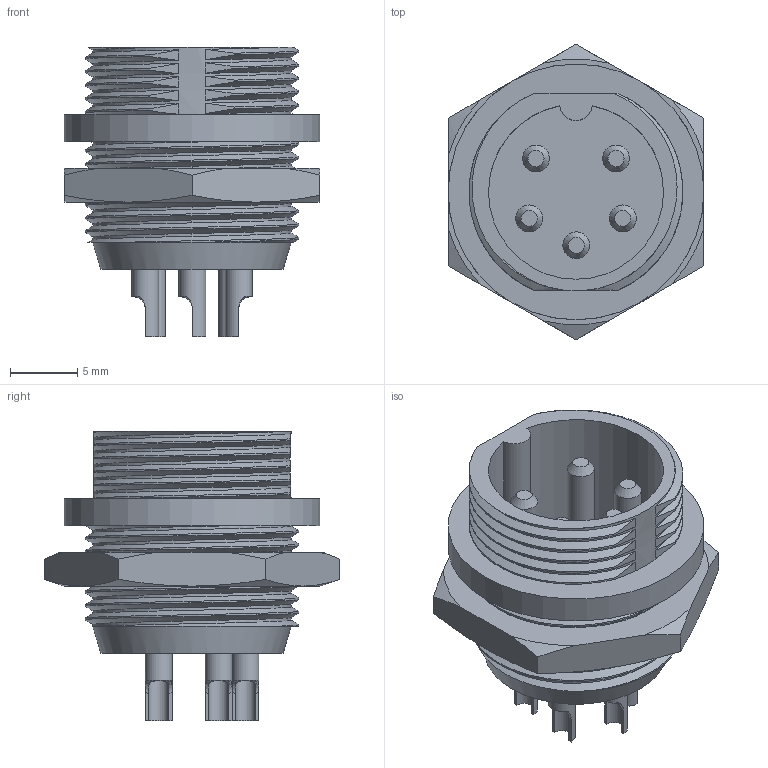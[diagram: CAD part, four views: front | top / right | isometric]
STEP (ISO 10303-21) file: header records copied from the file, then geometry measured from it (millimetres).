
FILE_DESCRIPTION(('FreeCAD Model'),'2;1');
FILE_NAME('GX16_5_v010_cp.step','2020-09-19T14:31:51',('kicad StepUp'),('ksu MCAD'), 'Open CASCADE STEP processor 7.4','FreeCAD','Unknown');
FILE_SCHEMA(('AUTOMOTIVE_DESIGN { 1 0 10303 214 1 1 1 1 }'));
Length unit declared in the file: millimetre
Products named in the file (1): GX16_5_v010_cp
Bounding box: 19 x 21.94 x 21.5 mm (x, y, z)
Volume: 2375.8 mm3; surface area: 3910.2 mm2
Topology: 8 solids, 8 shells, 160 faces, 413 edges, 268 vertices
Faces by surface type: plane 58, cylinder 52, bspline 31, cone 19
Full cylindrical faces by diameter (mm): 1.5 x5, 2 x5, 13 x2, 14.741 x7, 15 x3, 15.884 x7, 16 x2, 19 x1
Entity records: 11280 total; most frequent: CARTESIAN_POINT 6695, ORIENTED_EDGE 818, DIRECTION 553, EDGE_CURVE 409, VERTEX_POINT 268, AXIS2_PLACEMENT_3D 206, B_SPLINE_CURVE_WITH_KNOTS 168, FACE_BOUND 167
